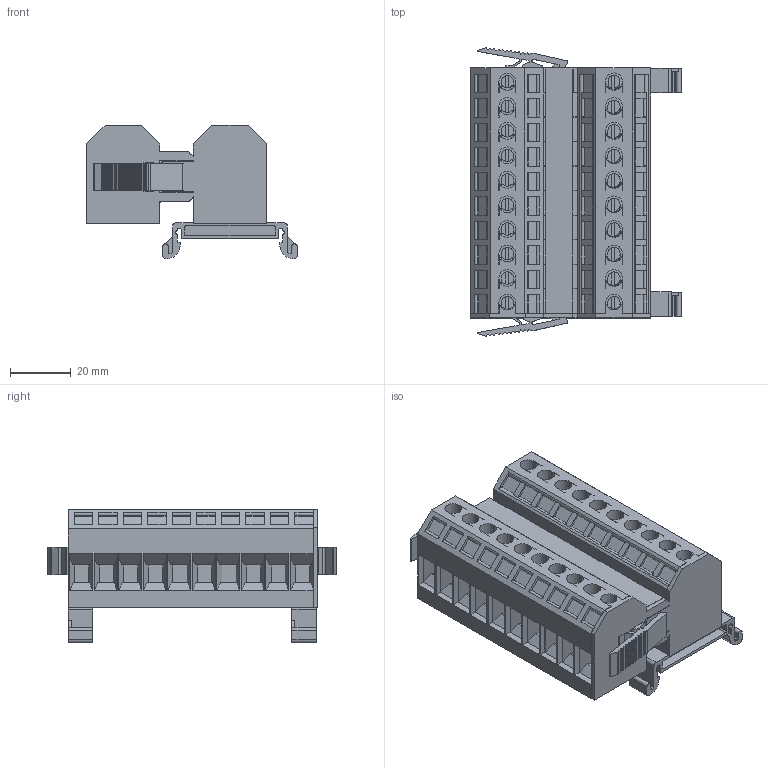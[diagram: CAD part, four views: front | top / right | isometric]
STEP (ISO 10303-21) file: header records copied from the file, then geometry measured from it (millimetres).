
FILE_DESCRIPTION(/* description */ ('Unknown'),/* implementation_level */ '2;1');
FILE_NAME(/* name */ 'PS8M-10W_3D_SOLID',/* time_stamp */ '2025-02-21T15:13:14+06:00',/* author */ ('Unknown'),/* organization */ ('Unknown'),/* preprocessor_version */ 'ST-DEVELOPER v16.7',/* originating_system */ 'Solid Edge',/* authorisation */ 'Unknown');
FILE_SCHEMA (('AUTOMOTIVE_DESIGN {1 0 10303 214 3 1 1}'));
Products named in the file (1): PS8M-10W_3D_SOLID
Bounding box: 69.06 x 94.64 x 43.7 mm (x, y, z)
Volume: 127153.2 mm3; surface area: 36226 mm2
Topology: 1 solids, 1 shells, 1953 faces, 5846 edges, 3859 vertices
Faces by surface type: plane 1452, cylinder 447, torus 40, cone 14
Entity records: 65886 total; most frequent: CARTESIAN_POINT 12176, ORIENTED_EDGE 11636, DIRECTION 10837, EDGE_CURVE 5818, LINE 4415, VECTOR 4415, VERTEX_POINT 3845, AXIS2_PLACEMENT_3D 3211
